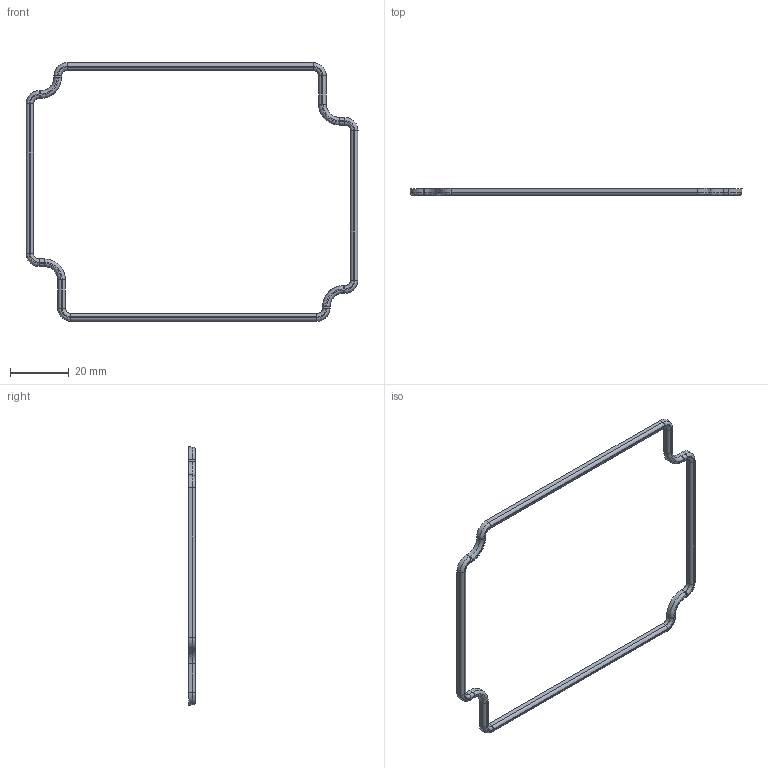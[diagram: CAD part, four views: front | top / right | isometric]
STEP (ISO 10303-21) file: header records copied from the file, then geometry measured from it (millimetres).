
FILE_DESCRIPTION (( 'STEP AP203' ), '1' );
FILE_NAME ('1550Z113GASKET.step', '2020-11-17T19:53:39', ( 'ADC123' ), ( 'Microsoft' ), 'SwSTEP 2.0', 'SolidWorks 2019', '' );
FILE_SCHEMA (( 'CONFIG_CONTROL_DESIGN' ));
Length unit declared in the file: inch
Products named in the file (1): 1550Z113GASKET
Bounding box: 112.9 x 2.35 x 87.9 mm (x, y, z)
Volume: 1914.1 mm3; surface area: 3229.5 mm2
Topology: 1 solids, 1 shells, 154 faces, 396 edges, 248 vertices
Faces by surface type: bspline 65, plane 41, cone 24, cylinder 24
Entity records: 6689 total; most frequent: CARTESIAN_POINT 3248, ORIENTED_EDGE 792, DIRECTION 566, EDGE_CURVE 396, VERTEX_POINT 248, LINE 194, VECTOR 194, AXIS2_PLACEMENT_3D 186
